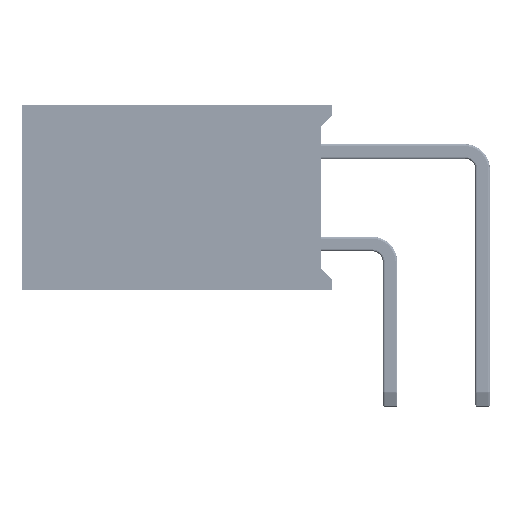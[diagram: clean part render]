
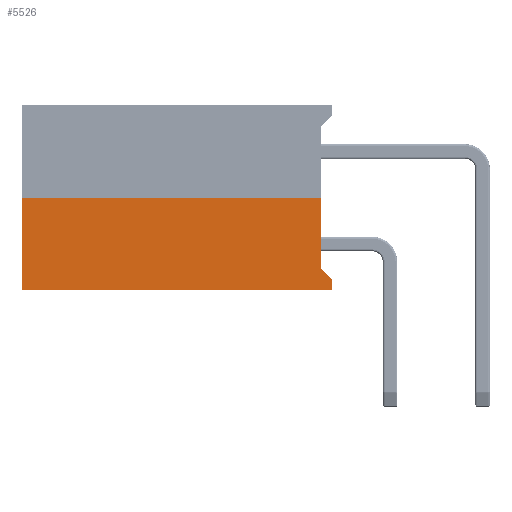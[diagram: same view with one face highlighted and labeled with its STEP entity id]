
A CAD part, left-side view. The second image highlights one B-rep face of the part: STEP entity #5526.
In plain terms, the highlighted planar face has unit normal (-1, 0, 0).
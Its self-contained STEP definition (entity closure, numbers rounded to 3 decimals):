
#491=PLANE('',#6105);
#742=FACE_OUTER_BOUND('',#1069,.T.);
#1069=EDGE_LOOP('',(#4247,#4248,#4249,#4250,#4251,#4252));
#1431=LINE('',#9255,#1815);
#1435=LINE('',#9262,#1819);
#1446=LINE('',#9286,#1830);
#1449=LINE('',#9292,#1833);
#1450=LINE('',#9294,#1834);
#1451=LINE('',#9295,#1835);
#1815=VECTOR('',#7404,10.);
#1819=VECTOR('',#7410,10.);
#1830=VECTOR('',#7433,10.);
#1833=VECTOR('',#7438,10.);
#1834=VECTOR('',#7439,10.);
#1835=VECTOR('',#7440,10.);
#2519=VERTEX_POINT('',#9252);
#2520=VERTEX_POINT('',#9254);
#2522=VERTEX_POINT('',#9260);
#2529=VERTEX_POINT('',#9285);
#2531=VERTEX_POINT('',#9291);
#2532=VERTEX_POINT('',#9293);
#3103=EDGE_CURVE('',#2519,#2520,#1431,.T.);
#3107=EDGE_CURVE('',#2519,#2522,#1435,.T.);
#3120=EDGE_CURVE('',#2529,#2520,#1446,.T.);
#3123=EDGE_CURVE('',#2522,#2531,#1449,.T.);
#3124=EDGE_CURVE('',#2532,#2531,#1450,.T.);
#3125=EDGE_CURVE('',#2529,#2532,#1451,.T.);
#4247=ORIENTED_EDGE('',*,*,#3107,.T.);
#4248=ORIENTED_EDGE('',*,*,#3123,.T.);
#4249=ORIENTED_EDGE('',*,*,#3124,.F.);
#4250=ORIENTED_EDGE('',*,*,#3125,.F.);
#4251=ORIENTED_EDGE('',*,*,#3120,.T.);
#4252=ORIENTED_EDGE('',*,*,#3103,.F.);
#5526=ADVANCED_FACE('',(#742),#491,.T.);
#6105=AXIS2_PLACEMENT_3D('',#9290,#7436,#7437);
#7404=DIRECTION('',(0.,-0.707,-0.707));
#7410=DIRECTION('',(0.,0.,1.));
#7433=DIRECTION('',(0.,0.,1.));
#7436=DIRECTION('center_axis',(-1.,0.,0.));
#7437=DIRECTION('ref_axis',(0.,0.,
1.));
#7438=DIRECTION('',(0.,1.,0.));
#7439=DIRECTION('',(0.,0.,1.));
#7440=DIRECTION('',(0.,1.,0.));
#9252=CARTESIAN_POINT('',(-1.27,1.9,0.6));
#9254=CARTESIAN_POINT('',(-1.27,1.6,0.3));
#9255=CARTESIAN_POINT('',(-1.27,1.6,0.3));
#9260=CARTESIAN_POINT('',(-1.27,1.9,2.54));
#9262=CARTESIAN_POINT('',(-1.27,1.9,0.635));
#9285=CARTESIAN_POINT('',(-1.27,1.6,0.));
#9286=CARTESIAN_POINT('',(-1.27,1.6,0.));
#9290=CARTESIAN_POINT('Origin',(-1.27,1.6,0.));
#9291=CARTESIAN_POINT('',(-1.27,10.1,2.54));
#9292=CARTESIAN_POINT('',(-1.27,1.6,2.54));
#9293=CARTESIAN_POINT('',(-1.27,10.1,0.));
#9294=CARTESIAN_POINT('',(-1.27,10.1,0.));
#9295=CARTESIAN_POINT('',(-1.27,1.6,0.));
